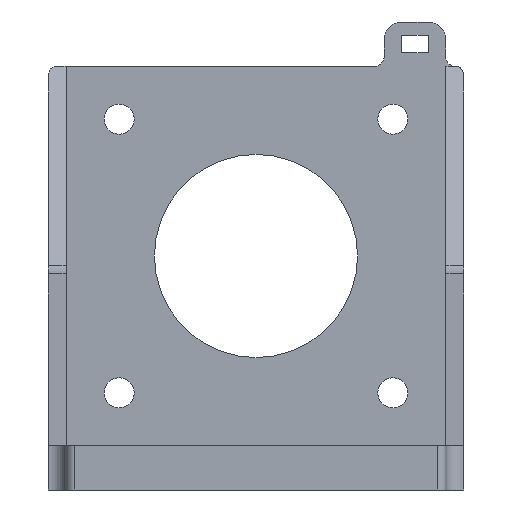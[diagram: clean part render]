
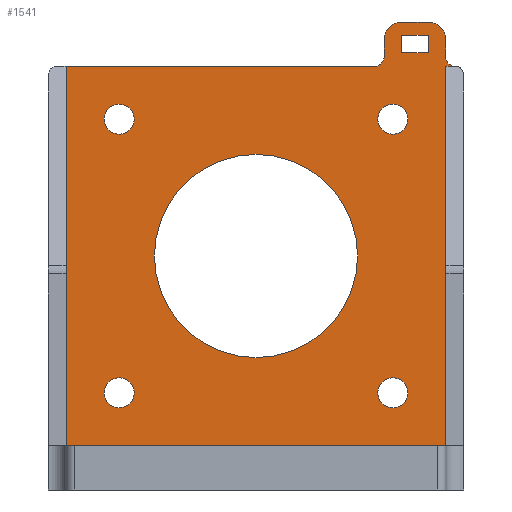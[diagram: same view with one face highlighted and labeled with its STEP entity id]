
A CAD part, front view. The second image highlights one B-rep face of the part: STEP entity #1541.
In plain terms, the highlighted planar face has unit normal (0, -1, 0).
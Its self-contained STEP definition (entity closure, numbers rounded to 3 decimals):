
#32=FACE_BOUND('',#279,.T.);
#33=FACE_BOUND('',#280,.T.);
#34=FACE_BOUND('',#281,.T.);
#35=FACE_BOUND('',#282,.T.);
#36=FACE_BOUND('',#283,.T.);
#37=FACE_BOUND('',#284,.T.);
#72=PLANE('',#1671);
#184=FACE_OUTER_BOUND('',#278,.T.);
#278=EDGE_LOOP('',(#1302,#1303,#1304,#1305,#1306,#1307,#1308,#1309,#1310,
#1311,#1312,#1313));
#279=EDGE_LOOP('',(#1314,#1315,#1316,#1317));
#280=EDGE_LOOP('',(#1318));
#281=EDGE_LOOP('',(#1319));
#282=EDGE_LOOP('',(#1320));
#283=EDGE_LOOP('',(#1321));
#284=EDGE_LOOP('',(#1322));
#329=LINE('',#2150,#495);
#335=LINE('',#2167,#501);
#363=LINE('',#2254,#529);
#379=LINE('',#2312,#545);
#383=LINE('',#2325,#549);
#386=LINE('',#2330,#552);
#388=LINE('',#2333,#554);
#389=LINE('',#2336,#555);
#391=LINE('',#2339,#557);
#393=LINE('',#2342,#559);
#429=LINE('',#2420,#595);
#448=LINE('',#2459,#614);
#495=VECTOR('',#1732,1.);
#501=VECTOR('',#1746,1.);
#529=VECTOR('',#1826,10.);
#545=VECTOR('',#1880,10.);
#549=VECTOR('',#1894,10.);
#552=VECTOR('',#1899,10.);
#554=VECTOR('',#1903,10.);
#555=VECTOR('',#1906,10.);
#557=VECTOR('',#1910,10.);
#559=VECTOR('',#1914,1.);
#595=VECTOR('',#1980,1.);
#614=VECTOR('',#2005,10.);
#673=CIRCLE('',#1622,1.);
#685=CIRCLE('',#1642,1.);
#686=CIRCLE('',#1645,2.);
#687=CIRCLE('',#1647,2.);
#688=CIRCLE('',#1655,11.5);
#691=CIRCLE('',#1672,1.7);
#692=CIRCLE('',#1673,1.7);
#693=CIRCLE('',#1674,1.7);
#694=CIRCLE('',#1675,1.7);
#705=VERTEX_POINT('',#2147);
#706=VERTEX_POINT('',#2149);
#712=VERTEX_POINT('',#2164);
#713=VERTEX_POINT('',#2166);
#741=VERTEX_POINT('',#2241);
#742=VERTEX_POINT('',#2242);
#746=VERTEX_POINT('',#2252);
#767=VERTEX_POINT('',#2305);
#768=VERTEX_POINT('',#2306);
#769=VERTEX_POINT('',#2311);
#770=VERTEX_POINT('',#2315);
#771=VERTEX_POINT('',#2319);
#772=VERTEX_POINT('',#2323);
#773=VERTEX_POINT('',#2324);
#774=VERTEX_POINT('',#2329);
#775=VERTEX_POINT('',#2335);
#776=VERTEX_POINT('',#2344);
#820=VERTEX_POINT('',#2460);
#821=VERTEX_POINT('',#2462);
#822=VERTEX_POINT('',#2464);
#823=VERTEX_POINT('',#2466);
#847=EDGE_CURVE('',#706,#705,#329,.T.);
#855=EDGE_CURVE('',#712,#713,#335,.T.);
#893=EDGE_CURVE('',#741,#742,#673,.T.);
#899=EDGE_CURVE('',#746,#741,#363,.T.);
#925=EDGE_CURVE('',#767,#768,#685,.T.);
#928=EDGE_CURVE('',#768,#769,#379,.T.);
#930=EDGE_CURVE('',#769,#770,#686,.T.);
#932=EDGE_CURVE('',#771,#746,#687,.T.);
#934=EDGE_CURVE('',#772,#773,#383,.T.);
#937=EDGE_CURVE('',#773,#774,#386,.T.);
#939=EDGE_CURVE('',#770,#771,#388,.T.);
#940=EDGE_CURVE('',#774,#775,#389,.T.);
#942=EDGE_CURVE('',#775,#772,#391,.T.);
#944=EDGE_CURVE('',#713,#767,#393,.T.);
#946=EDGE_CURVE('',#776,#776,#688,.T.);
#981=EDGE_CURVE('',#712,#706,#429,.T.);
#1002=EDGE_CURVE('',#705,#742,#448,.T.);
#1003=EDGE_CURVE('',#820,#820,#691,.T.);
#1004=EDGE_CURVE('',#821,#821,#692,.T.);
#1005=EDGE_CURVE('',#822,#822,#693,.T.);
#1006=EDGE_CURVE('',#823,#823,#694,.T.);
#1302=ORIENTED_EDGE('',*,*,#930,.F.);
#1303=ORIENTED_EDGE('',*,*,#928,.F.);
#1304=ORIENTED_EDGE('',*,*,#925,.F.);
#1305=ORIENTED_EDGE('',*,*,#944,.F.);
#1306=ORIENTED_EDGE('',*,*,#855,.F.);
#1307=ORIENTED_EDGE('',*,*,#981,.T.);
#1308=ORIENTED_EDGE('',*,*,#847,.T.);
#1309=ORIENTED_EDGE('',*,*,#1002,.T.);
#1310=ORIENTED_EDGE('',*,*,#893,.F.);
#1311=ORIENTED_EDGE('',*,*,#899,.F.);
#1312=ORIENTED_EDGE('',*,*,#932,.F.);
#1313=ORIENTED_EDGE('',*,*,#939,.F.);
#1314=ORIENTED_EDGE('',*,*,#940,.F.);
#1315=ORIENTED_EDGE('',*,*,#937,.F.);
#1316=ORIENTED_EDGE('',*,*,#934,.F.);
#1317=ORIENTED_EDGE('',*,*,#942,.F.);
#1318=ORIENTED_EDGE('',*,*,#946,.T.);
#1319=ORIENTED_EDGE('',*,*,#1003,.T.);
#1320=ORIENTED_EDGE('',*,*,#1004,.T.);
#1321=ORIENTED_EDGE('',*,*,#1005,.T.);
#1322=ORIENTED_EDGE('',*,*,#1006,.T.);
#1541=ADVANCED_FACE('',(#184,#32,#33,#34,#35,#36,#37),#72,.T.);
#1622=AXIS2_PLACEMENT_3D('',#2243,#1816,#1817);
#1642=AXIS2_PLACEMENT_3D('',#2307,#1874,#1875);
#1645=AXIS2_PLACEMENT_3D('',#2316,#1884,#1885);
#1647=AXIS2_PLACEMENT_3D('',#2320,#1889,#1890);
#1655=AXIS2_PLACEMENT_3D('',#2346,#1918,#1919);
#1671=AXIS2_PLACEMENT_3D('',#2458,#2003,#2004);
#1672=AXIS2_PLACEMENT_3D('',#2461,#2006,#2007);
#1673=AXIS2_PLACEMENT_3D('',#2463,#2008,#2009);
#1674=AXIS2_PLACEMENT_3D('',#2465,#2010,#2011);
#1675=AXIS2_PLACEMENT_3D('',#2467,#2012,#2013);
#1732=DIRECTION('',(0.,0.,1.));
#1746=DIRECTION('',(0.,0.,1.));
#1816=DIRECTION('center_axis',(0.,-1.,0.));
#1817=DIRECTION('ref_axis',(-0.707,0.,-0.707));
#1826=DIRECTION('',(0.,0.,-1.));
#1874=DIRECTION('center_axis',(0.,-1.,0.));
#1875=DIRECTION('ref_axis',(0.707,0.,-0.707));
#1880=DIRECTION('',(0.,0.,1.));
#1884=DIRECTION('center_axis',(0.,1.,0.));
#1885=DIRECTION('ref_axis',(-0.707,0.,0.707));
#1889=DIRECTION('center_axis',(0.,1.,0.));
#1890=DIRECTION('ref_axis',(0.707,0.,0.707));
#1894=DIRECTION('',(-1.,0.,0.));
#1899=DIRECTION('',(0.,0.,-1.));
#1903=DIRECTION('',(1.,0.,0.));
#1906=DIRECTION('',(1.,0.,0.));
#1910=DIRECTION('',(0.,0.,1.));
#1914=DIRECTION('',(1.,0.,0.));
#1918=DIRECTION('center_axis',(0.,1.,0.));
#1919=DIRECTION('ref_axis',(-1.,0.,0.));
#1980=DIRECTION('',(1.,0.,0.));
#2003=DIRECTION('center_axis',(0.,-1.,0.));
#2004=DIRECTION('ref_axis',(1.,0.,0.));
#2005=DIRECTION('',(1.,0.,0.));
#2006=DIRECTION('center_axis',(0.,1.,0.));
#2007=DIRECTION('ref_axis',(-1.,0.,0.));
#2008=DIRECTION('center_axis',(0.,1.,0.));
#2009=DIRECTION('ref_axis',(-1.,0.,0.));
#2010=DIRECTION('center_axis',(0.,1.,0.));
#2011=DIRECTION('ref_axis',(-1.,0.,0.));
#2012=DIRECTION('center_axis',(0.,1.,0.));
#2013=DIRECTION('ref_axis',(-1.,0.,0.));
#2147=CARTESIAN_POINT('',(21.5,22.5,43.));
#2149=CARTESIAN_POINT('',(21.5,22.5,0.));
#2150=CARTESIAN_POINT('',(21.5,22.5,0.));
#2164=CARTESIAN_POINT('',(-21.5,22.5,0.));
#2166=CARTESIAN_POINT('',(-21.5,22.5,43.));
#2167=CARTESIAN_POINT('',(-21.5,22.5,0.));
#2241=CARTESIAN_POINT('',(21.5,22.5,44.));
#2242=CARTESIAN_POINT('',(22.5,22.5,43.));
#2243=CARTESIAN_POINT('Origin',(22.5,22.5,44.));
#2252=CARTESIAN_POINT('',(21.5,22.5,46.));
#2254=CARTESIAN_POINT('',(21.5,22.5,44.25));
#2305=CARTESIAN_POINT('',(13.5,22.5,43.));
#2306=CARTESIAN_POINT('',(14.5,22.5,44.));
#2307=CARTESIAN_POINT('Origin',(13.5,22.5,44.));
#2311=CARTESIAN_POINT('',(14.5,22.5,46.));
#2312=CARTESIAN_POINT('',(14.5,22.5,46.75));
#2315=CARTESIAN_POINT('',(16.5,22.5,48.));
#2316=CARTESIAN_POINT('Origin',(16.5,22.5,46.));
#2319=CARTESIAN_POINT('',(19.5,22.5,48.));
#2320=CARTESIAN_POINT('Origin',(19.5,22.5,46.));
#2323=CARTESIAN_POINT('',(19.5,22.5,46.5));
#2324=CARTESIAN_POINT('',(16.5,22.5,46.5));
#2325=CARTESIAN_POINT('',(17.25,22.5,46.5));
#2329=CARTESIAN_POINT('',(16.5,22.5,44.5));
#2330=CARTESIAN_POINT('',(16.5,22.5,45.));
#2333=CARTESIAN_POINT('',(19.75,22.5,48.));
#2335=CARTESIAN_POINT('',(19.5,22.5,44.5));
#2336=CARTESIAN_POINT('',(18.75,22.5,44.5));
#2339=CARTESIAN_POINT('',(19.5,22.5,46.));
#2342=CARTESIAN_POINT('',(-21.5,22.5,43.));
#2344=CARTESIAN_POINT('',(11.5,22.5,21.5));
#2346=CARTESIAN_POINT('Origin',(0.,22.5,21.5));
#2420=CARTESIAN_POINT('',(-21.5,22.5,0.));
#2458=CARTESIAN_POINT('Origin',(-21.5,22.5,0.));
#2459=CARTESIAN_POINT('',(0.5,22.5,43.));
#2460=CARTESIAN_POINT('',(17.2,22.5,37.));
#2461=CARTESIAN_POINT('Origin',(15.5,22.5,37.));
#2462=CARTESIAN_POINT('',(-13.8,22.5,6.));
#2463=CARTESIAN_POINT('Origin',(-15.5,22.5,6.));
#2464=CARTESIAN_POINT('',(-13.8,22.5,37.));
#2465=CARTESIAN_POINT('Origin',(-15.5,22.5,37.));
#2466=CARTESIAN_POINT('',(17.2,22.5,6.));
#2467=CARTESIAN_POINT('Origin',(15.5,22.5,6.));
